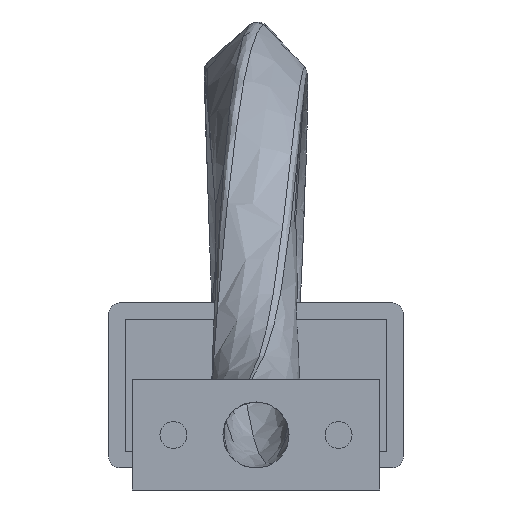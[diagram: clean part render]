
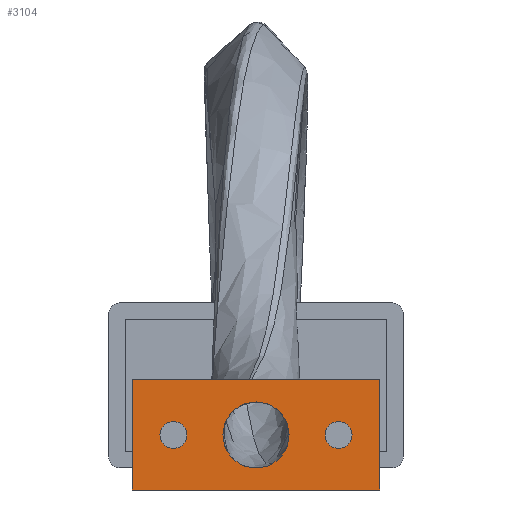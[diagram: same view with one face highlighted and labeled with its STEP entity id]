
A CAD part, front view. The second image highlights one B-rep face of the part: STEP entity #3104.
In plain terms, the highlighted planar face has unit normal (0, -1, 0).
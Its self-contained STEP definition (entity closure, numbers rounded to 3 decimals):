
#587=CARTESIAN_POINT('',(-114.93,-173.7,6.));
#588=DIRECTION('',(0.,1.,0.));
#589=DIRECTION('',(-1.,0.,0.));
#590=AXIS2_PLACEMENT_3D('',#587,#588,#589);
#592=CARTESIAN_POINT('',(-114.93,-173.7,6.));
#593=DIRECTION('',(0.,1.,0.));
#594=DIRECTION('',(1.,0.,0.));
#595=AXIS2_PLACEMENT_3D('',#592,#593,#594);
#597=CARTESIAN_POINT('',(-144.93,-173.7,6.));
#598=DIRECTION('',(0.,1.,0.));
#599=DIRECTION('',(-1.,0.,0.));
#600=AXIS2_PLACEMENT_3D('',#597,#598,#599);
#602=CARTESIAN_POINT('',(-144.93,-173.7,6.));
#603=DIRECTION('',(0.,1.,0.));
#604=DIRECTION('',(1.,0.,0.));
#605=AXIS2_PLACEMENT_3D('',#602,#603,#604);
#607=CARTESIAN_POINT('',(-129.93,-173.7,6.));
#608=DIRECTION('',(0.,1.,0.));
#609=DIRECTION('',(-1.,0.,0.));
#610=AXIS2_PLACEMENT_3D('',#607,#608,#609);
#612=CARTESIAN_POINT('',(-129.93,-173.7,6.));
#613=DIRECTION('',(0.,1.,0.));
#614=DIRECTION('',(1.,0.,0.));
#615=AXIS2_PLACEMENT_3D('',#612,#613,#614);
#617=DIRECTION('',(0.,0.,1.));
#618=VECTOR('',#617,20.);
#619=CARTESIAN_POINT('',(-107.43,-173.7,-4.));
#620=LINE('',#619,#618);
#621=DIRECTION('',(1.,0.,0.));
#622=VECTOR('',#621,45.);
#623=CARTESIAN_POINT('',(-152.43,-173.7,-4.));
#624=LINE('',#623,#622);
#625=DIRECTION('',(0.,0.,-1.));
#626=VECTOR('',#625,20.);
#627=CARTESIAN_POINT('',(-152.43,-173.7,16.));
#628=LINE('',#627,#626);
#629=DIRECTION('',(-1.,0.,0.));
#630=VECTOR('',#629,45.);
#631=CARTESIAN_POINT('',(-107.43,-173.7,16.));
#632=LINE('',#631,#630);
#1446=CARTESIAN_POINT('',(-117.38,-173.7,6.));
#1447=CARTESIAN_POINT('',(-112.48,-173.7,6.));
#1448=VERTEX_POINT('',#1446);
#1449=VERTEX_POINT('',#1447);
#1450=CARTESIAN_POINT('',(-147.38,-173.7,6.));
#1451=CARTESIAN_POINT('',(-142.48,-173.7,6.));
#1452=VERTEX_POINT('',#1450);
#1453=VERTEX_POINT('',#1451);
#1454=CARTESIAN_POINT('',(-107.43,-173.7,-4.));
#1455=CARTESIAN_POINT('',(-107.43,-173.7,16.));
#1456=VERTEX_POINT('',#1454);
#1457=VERTEX_POINT('',#1455);
#1458=CARTESIAN_POINT('',(-152.43,-173.7,16.));
#1459=VERTEX_POINT('',#1458);
#1460=CARTESIAN_POINT('',(-152.43,-173.7,-4.));
#1461=VERTEX_POINT('',#1460);
#1485=CARTESIAN_POINT('',(-135.93,-173.7,6.));
#1486=CARTESIAN_POINT('',(-123.93,-173.7,6.));
#1487=VERTEX_POINT('',#1485);
#1488=VERTEX_POINT('',#1486);
#3073=CARTESIAN_POINT('',(0.,-173.7,0.));
#3074=DIRECTION('',(0.,-1.,0.));
#3075=DIRECTION('',(-1.,0.,0.));
#3076=AXIS2_PLACEMENT_3D('',#3073,#3074,#3075);
#3077=PLANE('',#3076);
#3079=ORIENTED_EDGE('',*,*,#3078,.F.);
#3081=ORIENTED_EDGE('',*,*,#3080,.F.);
#3083=ORIENTED_EDGE('',*,*,#3082,.F.);
#3085=ORIENTED_EDGE('',*,*,#3084,.F.);
#3086=EDGE_LOOP('',(#3079,#3081,#3083,#3085));
#3087=FACE_OUTER_BOUND('',#3086,.F.);
#3089=ORIENTED_EDGE('',*,*,#3088,.F.);
#3091=ORIENTED_EDGE('',*,*,#3090,.F.);
#3092=EDGE_LOOP('',(#3089,#3091));
#3093=FACE_BOUND('',#3092,.F.);
#3094=ORIENTED_EDGE('',*,*,#3047,.F.);
#3095=ORIENTED_EDGE('',*,*,#3065,.F.);
#3096=EDGE_LOOP('',(#3094,#3095));
#3097=FACE_BOUND('',#3096,.F.);
#3099=ORIENTED_EDGE('',*,*,#3098,.F.);
#3101=ORIENTED_EDGE('',*,*,#3100,.F.);
#3102=EDGE_LOOP('',(#3099,#3101));
#3103=FACE_BOUND('',#3102,.F.);
#3104=ADVANCED_FACE('',(#3087,#3093,#3097,#3103),#3077,.T.);
#591=CIRCLE('',#590,2.45);
#596=CIRCLE('',#595,2.45);
#601=CIRCLE('',#600,2.45);
#606=CIRCLE('',#605,2.45);
#611=CIRCLE('',#610,6.);
#616=CIRCLE('',#615,6.);
#3047=EDGE_CURVE('',#1487,#1488,#611,.T.);
#3065=EDGE_CURVE('',#1488,#1487,#616,.T.);
#3078=EDGE_CURVE('',#1456,#1457,#620,.T.);
#3080=EDGE_CURVE('',#1461,#1456,#624,.T.);
#3082=EDGE_CURVE('',#1459,#1461,#628,.T.);
#3084=EDGE_CURVE('',#1457,#1459,#632,.T.);
#3088=EDGE_CURVE('',#1452,#1453,#601,.T.);
#3090=EDGE_CURVE('',#1453,#1452,#606,.T.);
#3098=EDGE_CURVE('',#1448,#1449,#591,.T.);
#3100=EDGE_CURVE('',#1449,#1448,#596,.T.);
